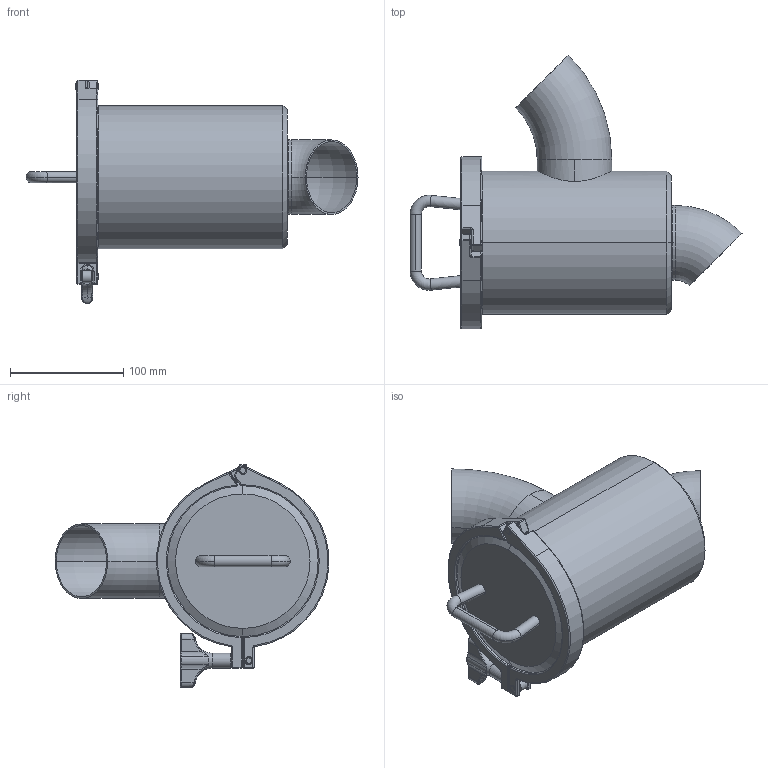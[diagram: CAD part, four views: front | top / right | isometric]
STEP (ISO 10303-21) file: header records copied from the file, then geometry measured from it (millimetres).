
FILE_DESCRIPTION (( 'STEP AP203' ), '1' );
FILE_NAME ('3D_M-7023_DN65_174771040.STEP', '2024-09-17T14:46:28', ( '' ), ( '' ), 'SwSTEP 2.0', 'SolidWorks 2024', '' );
FILE_SCHEMA (( 'CONFIG_CONTROL_DESIGN' ));
Length unit declared in the file: millimetre
Products named in the file (1): 3D_M-7023_DN65_174771040
Bounding box: 293.8 x 242.35 x 197.63 mm (x, y, z)
Volume: 952971.4 mm3; surface area: 447178.3 mm2
Topology: 10 solids, 10 shells, 542 faces, 1189 edges, 702 vertices
Faces by surface type: cylinder 263, plane 111, torus 76, sphere 40, bspline 34, cone 18
Entity records: 16715 total; most frequent: CARTESIAN_POINT 4645, DIRECTION 2766, ORIENTED_EDGE 2330, AXIS2_PLACEMENT_3D 1202, EDGE_CURVE 1165, VERTEX_POINT 699, CIRCLE 693, EDGE_LOOP 620
